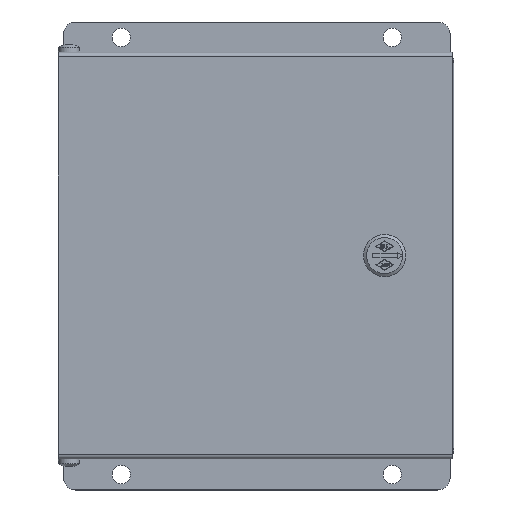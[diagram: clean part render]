
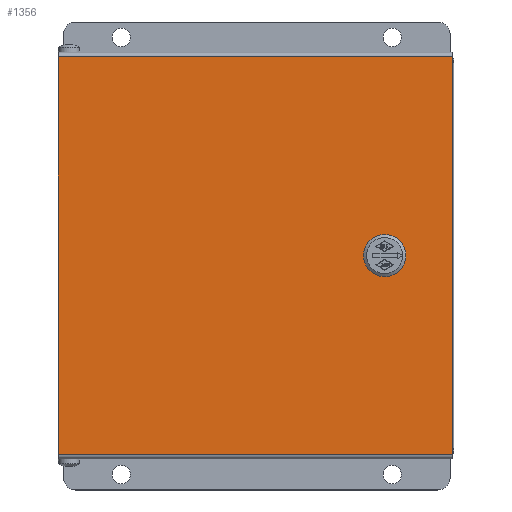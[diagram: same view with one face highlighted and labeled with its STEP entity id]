
A CAD part, top view. The second image highlights one B-rep face of the part: STEP entity #1356.
In plain terms, the highlighted planar face has unit normal (0, 0, 1).
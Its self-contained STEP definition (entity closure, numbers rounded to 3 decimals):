
#1356 = ADVANCED_FACE( '', ( #2778, #2779 ), #2780, .T. );
#2778 = FACE_BOUND( '', #4318, .T. );
#2779 = FACE_OUTER_BOUND( '', #4319, .T. );
#2780 = PLANE( '', #4320 );
#4318 = EDGE_LOOP( '', ( #7887, #7888, #7889, #7890 ) );
#4319 = EDGE_LOOP( '', ( #7891, #7892, #7893, #7894 ) );
#4320 = AXIS2_PLACEMENT_3D( '', #7895, #7896, #7897 );
#7887 = ORIENTED_EDGE( '', *, *, #10645, .F. );
#7888 = ORIENTED_EDGE( '', *, *, #10646, .F. );
#7889 = ORIENTED_EDGE( '', *, *, #10157, .F. );
#7890 = ORIENTED_EDGE( '', *, *, #10647, .F. );
#7891 = ORIENTED_EDGE( '', *, *, #9585, .T. );
#7892 = ORIENTED_EDGE( '', *, *, #10648, .T. );
#7893 = ORIENTED_EDGE( '', *, *, #10122, .T. );
#7894 = ORIENTED_EDGE( '', *, *, #10372, .T. );
#7895 = CARTESIAN_POINT( '', ( -101.6, -104.775, 0. ) );
#7896 = DIRECTION( '', ( 0., 0., 1. ) );
#7897 = DIRECTION( '', ( 1., 0., 0. ) );
#9585 = EDGE_CURVE( '', #11540, #11538, #11541, .T. );
#10122 = EDGE_CURVE( '', #12409, #12410, #12411, .T. );
#10157 = EDGE_CURVE( '', #12457, #12459, #12460, .T. );
#10372 = EDGE_CURVE( '', #12410, #11540, #12752, .T. );
#10645 = EDGE_CURVE( '', #13096, #13097, #13098, .T. );
#10646 = EDGE_CURVE( '', #12459, #13096, #13099, .T. );
#10647 = EDGE_CURVE( '', #13097, #12457, #13100, .T. );
#10648 = EDGE_CURVE( '', #11538, #12409, #13101, .T. );
#11538 = VERTEX_POINT( '', #14395 );
#11540 = VERTEX_POINT( '', #14397 );
#11541 = LINE( '', #14398, #14399 );
#12409 = VERTEX_POINT( '', #15843 );
#12410 = VERTEX_POINT( '', #15844 );
#12411 = LINE( '', #15845, #15846 );
#12457 = VERTEX_POINT( '', #15934 );
#12459 = VERTEX_POINT( '', #15937 );
#12460 = CIRCLE( '', #15938, 9.716 );
#12752 = LINE( '', #16382, #16383 );
#13096 = VERTEX_POINT( '', #16920 );
#13097 = VERTEX_POINT( '', #16921 );
#13098 = CIRCLE( '', #16922, 9.716 );
#13099 = LINE( '', #16923, #16924 );
#13100 = LINE( '', #16925, #16926 );
#13101 = LINE( '', #16927, #16928 );
#14395 = CARTESIAN_POINT( '', ( 101.6, 102.438, 0. ) );
#14397 = CARTESIAN_POINT( '', ( 101.6, -102.438, 0. ) );
#14398 = CARTESIAN_POINT( '', ( 101.6, -104.775, 0. ) );
#14399 = VECTOR( '', #17646, 1000. );
#15843 = CARTESIAN_POINT( '', ( -101.6, 102.438, 0. ) );
#15844 = CARTESIAN_POINT( '', ( -101.6, -102.438, 0. ) );
#15845 = CARTESIAN_POINT( '', ( -101.6, 104.775, 0. ) );
#15846 = VECTOR( '', #18198, 1000. );
#15934 = CARTESIAN_POINT( '', ( 58.547, -5.322, 0. ) );
#15937 = CARTESIAN_POINT( '', ( 74.803, -5.322, 0. ) );
#15938 = AXIS2_PLACEMENT_3D( '', #18234, #18235, #18236 );
#16382 = CARTESIAN_POINT( '', ( -101.6, -102.438, 0. ) );
#16383 = VECTOR( '', #18448, 1000. );
#16920 = CARTESIAN_POINT( '', ( 74.803, 5.322, 0. ) );
#16921 = CARTESIAN_POINT( '', ( 58.547, 5.322, 0. ) );
#16922 = AXIS2_PLACEMENT_3D( '', #18686, #18687, #18688 );
#16923 = CARTESIAN_POINT( '', ( 74.803, 5.322, 0. ) );
#16924 = VECTOR( '', #18689, 1000. );
#16925 = CARTESIAN_POINT( '', ( 58.547, 5.322, 0. ) );
#16926 = VECTOR( '', #18690, 1000. );
#16927 = CARTESIAN_POINT( '', ( 101.6, 102.438, 0. ) );
#16928 = VECTOR( '', #18691, 1000. );
#17646 = DIRECTION( '', ( 0., 1., 0. ) );
#18198 = DIRECTION( '', ( 0., -1., 0. ) );
#18234 = CARTESIAN_POINT( '', ( 66.675, 0., 0. ) );
#18235 = DIRECTION( '', ( 0., 0., 1. ) );
#18236 = DIRECTION( '', ( 1., 0., 0. ) );
#18448 = DIRECTION( '', ( 1., 0., 0. ) );
#18686 = CARTESIAN_POINT( '', ( 66.675, 0., 0. ) );
#18687 = DIRECTION( '', ( 0., 0., 1. ) );
#18688 = DIRECTION( '', ( 1., 0., 0. ) );
#18689 = DIRECTION( '', ( 0., 1., 0. ) );
#18690 = DIRECTION( '', ( 0., -1., 0. ) );
#18691 = DIRECTION( '', ( -1., 0., 0. ) );
